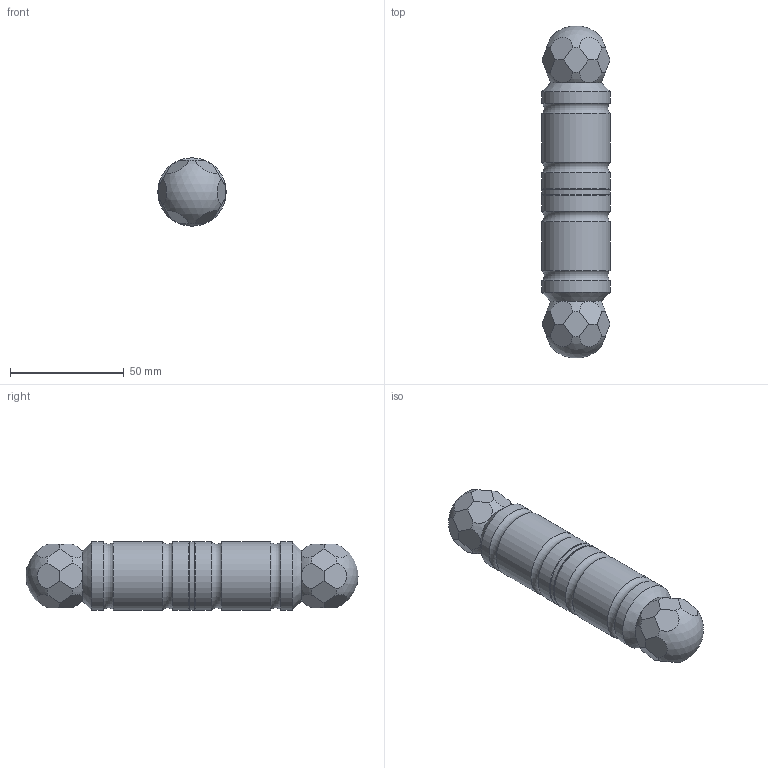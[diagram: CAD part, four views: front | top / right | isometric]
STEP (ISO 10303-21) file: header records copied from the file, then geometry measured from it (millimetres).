
FILE_DESCRIPTION (( 'STEP AP203' ), '1' );
FILE_NAME ('3812.step', '2024-08-16T11:16:10', ( '' ), ( '' ), 'SwSTEP 2.0', 'SolidWorks 2018', '' );
FILE_SCHEMA (( 'CONFIG_CONTROL_DESIGN' ));
Length unit declared in the file: millimetre
Products named in the file (4): 3810 - 3811 - 3812 Teil1-3_3812 Teil1; 3812; 3810 - 3811 - 3812 Teil1-3_3812 Teil3; 3810 - 3811 - 3812 Teil1-3_3812 Teil2
Assembly tree (3 placements, depth 2):
  3812
    3810 - 3811 - 3812 Teil1-3_3812 Teil1
    3810 - 3811 - 3812 Teil1-3_3812 Teil3
    3810 - 3811 - 3812 Teil1-3_3812 Teil2
Bounding box: 30 x 145.79 x 30 mm (x, y, z)
Volume: 88340.8 mm3; surface area: 20682.8 mm2
Topology: 3 solids, 3 shells, 304 faces, 817 edges, 541 vertices
Faces by surface type: plane 133, bspline 105, sphere 28, cylinder 28, cone 6, torus 4
Full cylindrical faces by diameter (mm): 16 x1, 16.5 x1, 17 x1, 30 x7
Entity records: 13541 total; most frequent: CARTESIAN_POINT 6128, ORIENTED_EDGE 1588, DIRECTION 1216, EDGE_CURVE 794, VERTEX_POINT 538, AXIS2_PLACEMENT_3D 435, EDGE_LOOP 348, LINE 346
